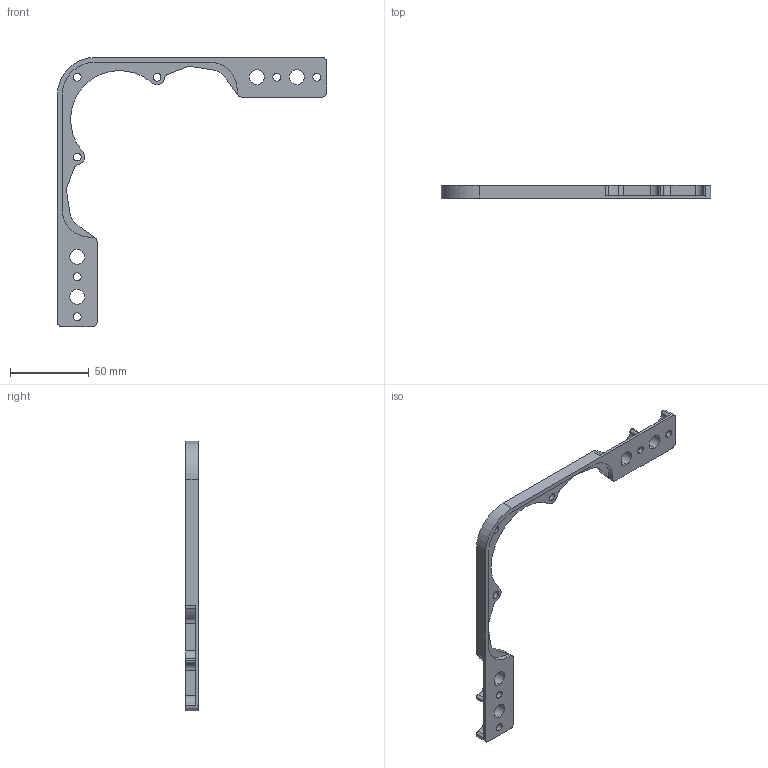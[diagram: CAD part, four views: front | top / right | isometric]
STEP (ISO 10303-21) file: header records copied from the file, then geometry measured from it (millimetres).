
FILE_DESCRIPTION (( 'STEP AP214' ), '1' );
FILE_NAME ('WCP-0545 Rev1.STEP', '2022-09-29T19:25:41', ( '' ), ( '' ), 'SwSTEP 2.0', 'SolidWorks 2020', '' );
FILE_SCHEMA (( 'AUTOMOTIVE_DESIGN' ));
Length unit declared in the file: inch
Products named in the file (1): WCP-0545 Rev1
Bounding box: 171.45 x 8 x 171.45 mm (x, y, z)
Volume: 25004.1 mm3; surface area: 17649.1 mm2
Topology: 1 solids, 1 shells, 125 faces, 343 edges, 224 vertices
Faces by surface type: cylinder 84, plane 41
Entity records: 4119 total; most frequent: DIRECTION 765, CARTESIAN_POINT 693, ORIENTED_EDGE 686, EDGE_CURVE 343, AXIS2_PLACEMENT_3D 296, VERTEX_POINT 224, LINE 173, VECTOR 173
